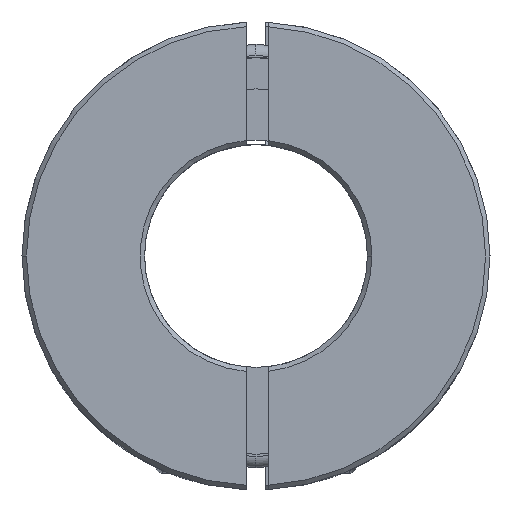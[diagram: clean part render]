
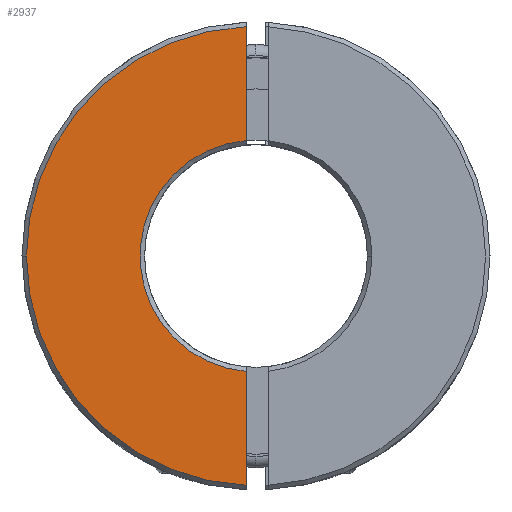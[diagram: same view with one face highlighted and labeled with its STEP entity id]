
A CAD part, front view. The second image highlights one B-rep face of the part: STEP entity #2937.
In plain terms, the highlighted planar face has unit normal (0, -1, 0).
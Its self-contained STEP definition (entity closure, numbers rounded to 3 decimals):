
#32 = ORIENTED_EDGE ( 'NONE', *, *, #3297, .F. ) ;
#152 = VERTEX_POINT ( 'NONE', #658 ) ;
#324 = CARTESIAN_POINT ( 'NONE',  ( -0.437, -2.185, -5.182 ) ) ;
#353 = AXIS2_PLACEMENT_3D ( 'NONE', #926, #3963, #3997 ) ;
#466 = EDGE_CURVE ( 'NONE', #4211, #3367, #1244, .T. ) ;
#552 = VECTOR ( 'NONE', #1010, 1000. ) ;
#558 = EDGE_LOOP ( 'NONE', ( #3641, #3307, #615, #32, #628 ) ) ;
#615 = ORIENTED_EDGE ( 'NONE', *, *, #2775, .T. ) ;
#628 = ORIENTED_EDGE ( 'NONE', *, *, #1680, .T. ) ;
#631 = CARTESIAN_POINT ( 'NONE',  ( -0.438, -2.185, 10.491 ) ) ;
#658 = CARTESIAN_POINT ( 'NONE',  ( -0.437, -2.185, 5.182 ) ) ;
#705 = CIRCLE ( 'NONE', #1226, 5.2 ) ;
#785 = PLANE ( 'NONE',  #959 ) ;
#926 = CARTESIAN_POINT ( 'NONE',  ( 0., -2.185, 0. ) ) ;
#959 = AXIS2_PLACEMENT_3D ( 'NONE', #1209, #1696, #3715 ) ;
#970 = DIRECTION ( 'NONE',  ( 0., 0., -1. ) ) ;
#1010 = DIRECTION ( 'NONE',  ( 0., 0., -1. ) ) ;
#1022 = CARTESIAN_POINT ( 'NONE',  ( -0.438, -2.185, 10.491 ) ) ;
#1184 = FACE_OUTER_BOUND ( 'NONE', #558, .T. ) ;
#1209 = CARTESIAN_POINT ( 'NONE',  ( 0., -2.185, 0. ) ) ;
#1225 = DIRECTION ( 'NONE',  ( 0., -1., 0. ) ) ;
#1226 = AXIS2_PLACEMENT_3D ( 'NONE', #4274, #4245, #4240 ) ;
#1244 = CIRCLE ( 'NONE', #4336, 10.3 ) ;
#1302 = DIRECTION ( 'NONE',  ( 1., 0., 0. ) ) ;
#1531 = CARTESIAN_POINT ( 'NONE',  ( -0.437, -2.185, -10.291 ) ) ;
#1537 = VERTEX_POINT ( 'NONE', #1531 ) ;
#1680 = EDGE_CURVE ( 'NONE', #4050, #152, #705, .T. ) ;
#1695 = CARTESIAN_POINT ( 'NONE',  ( 0., -2.185, 0. ) ) ;
#1696 = DIRECTION ( 'NONE',  ( 0., -1., 0. ) ) ;
#1790 = CARTESIAN_POINT ( 'NONE',  ( -0.438, -2.185, 10.291 ) ) ;
#1806 = LINE ( 'NONE', #631, #3550 ) ;
#2030 = EDGE_CURVE ( 'NONE', #4211, #152, #2320, .T. ) ;
#2320 = LINE ( 'NONE', #1022, #552 ) ;
#2686 = CARTESIAN_POINT ( 'NONE',  ( -10.3, -2.185, 0. ) ) ;
#2775 = EDGE_CURVE ( 'NONE', #3367, #1537, #2820, .T. ) ;
#2820 = CIRCLE ( 'NONE', #353, 10.3 ) ;
#2937 = ADVANCED_FACE ( 'NONE', ( #1184 ), #785, .T. ) ;
#3297 = EDGE_CURVE ( 'NONE', #4050, #1537, #1806, .T. ) ;
#3307 = ORIENTED_EDGE ( 'NONE', *, *, #466, .T. ) ;
#3367 = VERTEX_POINT ( 'NONE', #2686 ) ;
#3550 = VECTOR ( 'NONE', #970, 1000. ) ;
#3641 = ORIENTED_EDGE ( 'NONE', *, *, #2030, .F. ) ;
#3715 = DIRECTION ( 'NONE',  ( 1., 0., 0. ) ) ;
#3963 = DIRECTION ( 'NONE',  ( 0., -1., 0. ) ) ;
#3997 = DIRECTION ( 'NONE',  ( 1., 0., 0. ) ) ;
#4050 = VERTEX_POINT ( 'NONE', #324 ) ;
#4211 = VERTEX_POINT ( 'NONE', #1790 ) ;
#4240 = DIRECTION ( 'NONE',  ( 1., 0., 0. ) ) ;
#4245 = DIRECTION ( 'NONE',  ( 0., 1., 0. ) ) ;
#4274 = CARTESIAN_POINT ( 'NONE',  ( 0., -2.185, 0. ) ) ;
#4336 = AXIS2_PLACEMENT_3D ( 'NONE', #1695, #1225, #1302 ) ;
